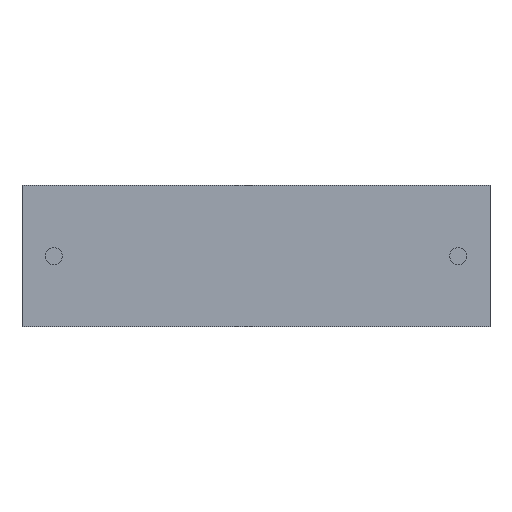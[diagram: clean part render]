
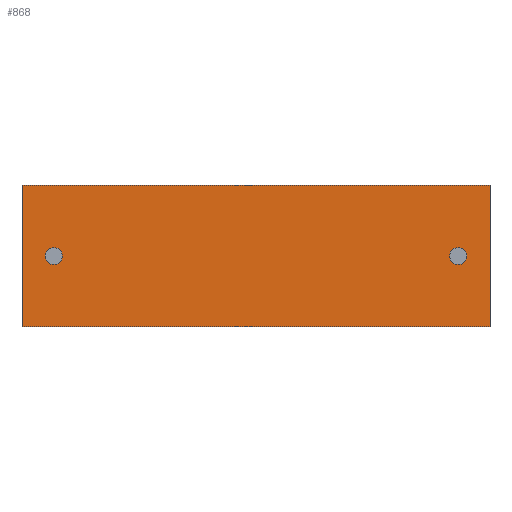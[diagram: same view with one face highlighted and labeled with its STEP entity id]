
A CAD part, front view. The second image highlights one B-rep face of the part: STEP entity #868.
In plain terms, the highlighted planar face has unit normal (0, -1, 0).
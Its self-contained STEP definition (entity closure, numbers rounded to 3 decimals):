
#14 = CARTESIAN_POINT ( 'NONE',  ( 21.9, 0., 3.975 ) ) ;
#93 = VECTOR ( 'NONE', #262, 1000. ) ;
#139 = CARTESIAN_POINT ( 'NONE',  ( 21.9, 0., 3.55 ) ) ;
#145 = EDGE_CURVE ( 'NONE', #537, #1376, #829, .T. ) ;
#192 = EDGE_LOOP ( 'NONE', ( #641, #1953 ) ) ;
#240 = EDGE_CURVE ( 'NONE', #2364, #1732, #1025, .T. ) ;
#252 = CARTESIAN_POINT ( 'NONE',  ( 1.6, 0., 3.125 ) ) ;
#262 = DIRECTION ( 'NONE',  ( 1., 0., 0. ) ) ;
#276 = CIRCLE ( 'NONE', #637, 0.425 ) ;
#362 = CARTESIAN_POINT ( 'NONE',  ( 0., 0., 0. ) ) ;
#384 = DIRECTION ( 'NONE',  ( 0., 0., 1. ) ) ;
#400 = VERTEX_POINT ( 'NONE', #1005 ) ;
#487 = ORIENTED_EDGE ( 'NONE', *, *, #1479, .F. ) ;
#514 = CIRCLE ( 'NONE', #819, 0.425 ) ;
#537 = VERTEX_POINT ( 'NONE', #2013 ) ;
#549 = VECTOR ( 'NONE', #2424, 1000. ) ;
#574 = DIRECTION ( 'NONE',  ( 0., 0., -1. ) ) ;
#581 = EDGE_LOOP ( 'NONE', ( #1010, #853 ) ) ;
#637 = AXIS2_PLACEMENT_3D ( 'NONE', #1549, #2118, #2302 ) ;
#641 = ORIENTED_EDGE ( 'NONE', *, *, #797, .F. ) ;
#652 = CARTESIAN_POINT ( 'NONE',  ( 0., 0., 7.1 ) ) ;
#655 = CARTESIAN_POINT ( 'NONE',  ( 0., 0., 7.1 ) ) ;
#782 = CARTESIAN_POINT ( 'NONE',  ( 0., 0., 0. ) ) ;
#797 = EDGE_CURVE ( 'NONE', #1732, #2364, #276, .T. ) ;
#808 = CARTESIAN_POINT ( 'NONE',  ( 0., 0., 7.1 ) ) ;
#817 = LINE ( 'NONE', #655, #93 ) ;
#819 = AXIS2_PLACEMENT_3D ( 'NONE', #1106, #2449, #1492 ) ;
#825 = PLANE ( 'NONE',  #1989 ) ;
#829 = CIRCLE ( 'NONE', #2484, 0.425 ) ;
#853 = ORIENTED_EDGE ( 'NONE', *, *, #145, .T. ) ;
#868 = ADVANCED_FACE ( 'NONE', ( #2367, #2175, #1277 ), #825, .F. ) ;
#900 = CARTESIAN_POINT ( 'NONE',  ( 0., 0., 7.1 ) ) ;
#907 = CARTESIAN_POINT ( 'NONE',  ( 23.5, 0., 0. ) ) ;
#941 = DIRECTION ( 'NONE',  ( 0., 1., 0. ) ) ;
#1005 = CARTESIAN_POINT ( 'NONE',  ( 23.5, 0., 7.1 ) ) ;
#1010 = ORIENTED_EDGE ( 'NONE', *, *, #1822, .T. ) ;
#1025 = CIRCLE ( 'NONE', #1966, 0.425 ) ;
#1066 = ORIENTED_EDGE ( 'NONE', *, *, #2079, .T. ) ;
#1085 = CARTESIAN_POINT ( 'NONE',  ( 1.6, 0., 3.975 ) ) ;
#1106 = CARTESIAN_POINT ( 'NONE',  ( 21.9, 0., 3.55 ) ) ;
#1170 = VERTEX_POINT ( 'NONE', #907 ) ;
#1203 = DIRECTION ( 'NONE',  ( 0., 0., -1. ) ) ;
#1210 = CARTESIAN_POINT ( 'NONE',  ( 23.5, 0., 7.1 ) ) ;
#1254 = VECTOR ( 'NONE', #2275, 1000. ) ;
#1277 = FACE_BOUND ( 'NONE', #192, .T. ) ;
#1359 = ORIENTED_EDGE ( 'NONE', *, *, #1507, .F. ) ;
#1373 = ORIENTED_EDGE ( 'NONE', *, *, #1956, .T. ) ;
#1376 = VERTEX_POINT ( 'NONE', #14 ) ;
#1389 = VECTOR ( 'NONE', #1203, 1000. ) ;
#1410 = VERTEX_POINT ( 'NONE', #782 ) ;
#1463 = EDGE_LOOP ( 'NONE', ( #1066, #487, #1359, #1373 ) ) ;
#1479 = EDGE_CURVE ( 'NONE', #400, #1170, #1772, .T. ) ;
#1492 = DIRECTION ( 'NONE',  ( 0., 0., -1. ) ) ;
#1507 = EDGE_CURVE ( 'NONE', #1881, #400, #817, .T. ) ;
#1549 = CARTESIAN_POINT ( 'NONE',  ( 1.6, 0., 3.55 ) ) ;
#1571 = DIRECTION ( 'NONE',  ( 0., 0., 1. ) ) ;
#1660 = LINE ( 'NONE', #362, #1254 ) ;
#1723 = LINE ( 'NONE', #900, #549 ) ;
#1732 = VERTEX_POINT ( 'NONE', #1085 ) ;
#1772 = LINE ( 'NONE', #1210, #1389 ) ;
#1822 = EDGE_CURVE ( 'NONE', #1376, #537, #514, .T. ) ;
#1881 = VERTEX_POINT ( 'NONE', #652 ) ;
#1953 = ORIENTED_EDGE ( 'NONE', *, *, #240, .F. ) ;
#1956 = EDGE_CURVE ( 'NONE', #1881, #1410, #1723, .T. ) ;
#1966 = AXIS2_PLACEMENT_3D ( 'NONE', #2470, #2108, #384 ) ;
#1989 = AXIS2_PLACEMENT_3D ( 'NONE', #808, #2332, #1571 ) ;
#2013 = CARTESIAN_POINT ( 'NONE',  ( 21.9, 0., 3.125 ) ) ;
#2079 = EDGE_CURVE ( 'NONE', #1410, #1170, #1660, .T. ) ;
#2108 = DIRECTION ( 'NONE',  ( 0., -1., 0. ) ) ;
#2118 = DIRECTION ( 'NONE',  ( 0., -1., 0. ) ) ;
#2175 = FACE_OUTER_BOUND ( 'NONE', #1463, .T. ) ;
#2275 = DIRECTION ( 'NONE',  ( 1., 0., 0. ) ) ;
#2302 = DIRECTION ( 'NONE',  ( 0., 0., 1. ) ) ;
#2332 = DIRECTION ( 'NONE',  ( 0., 1., 0. ) ) ;
#2364 = VERTEX_POINT ( 'NONE', #252 ) ;
#2367 = FACE_BOUND ( 'NONE', #581, .T. ) ;
#2424 = DIRECTION ( 'NONE',  ( 0., 0., -1. ) ) ;
#2449 = DIRECTION ( 'NONE',  ( 0., 1., 0. ) ) ;
#2470 = CARTESIAN_POINT ( 'NONE',  ( 1.6, 0., 3.55 ) ) ;
#2484 = AXIS2_PLACEMENT_3D ( 'NONE', #139, #941, #574 ) ;
